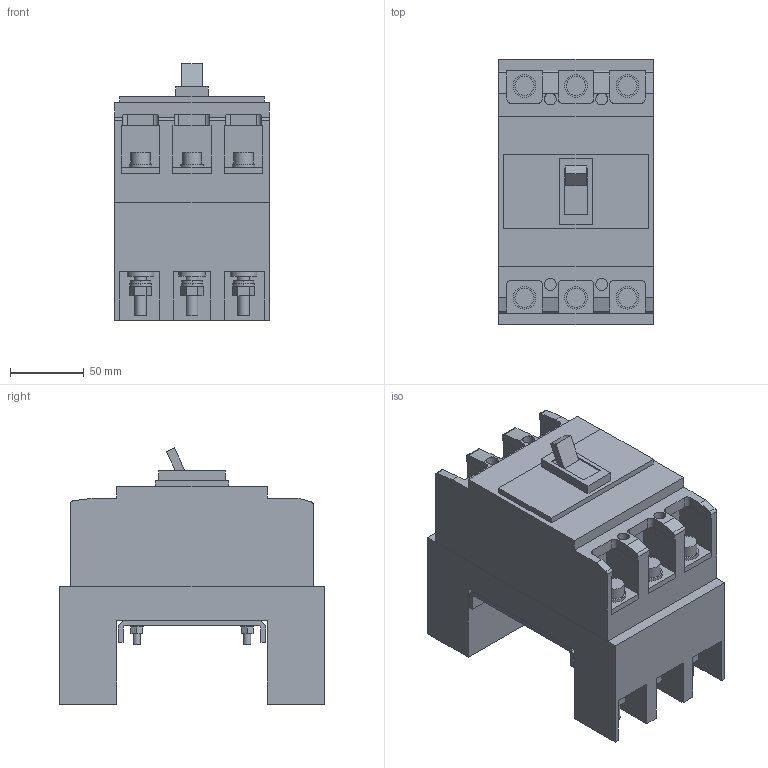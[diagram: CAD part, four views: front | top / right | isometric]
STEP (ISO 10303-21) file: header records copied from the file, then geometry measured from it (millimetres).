
FILE_DESCRIPTION (( 'STEP AP214' ), '1' );
FILE_NAME ('PS250PF3MC.STEP', '2023-03-07T12:53:06', ( 'CAD' ), ( '' ), 'SwSTEP 2.0', 'SolidWorks 2015', '' );
FILE_SCHEMA (( 'AUTOMOTIVE_DESIGN' ));
Length unit declared in the file: millimetre
Products named in the file (1): PS250PF3MC
Bounding box: 105 x 180 x 174.24 mm (x, y, z)
Volume: 1769157.3 mm3; surface area: 277611.8 mm2
Topology: 55 solids, 55 shells, 574 faces, 1326 edges, 884 vertices
Faces by surface type: plane 338, cylinder 236
Entity records: 20239 total; most frequent: DIRECTION 2948, CARTESIAN_POINT 2791, ORIENTED_EDGE 2652, EDGE_CURVE 1326, AXIS2_PLACEMENT_3D 1049, VERTEX_POINT 884, VECTOR 850, LINE 850
